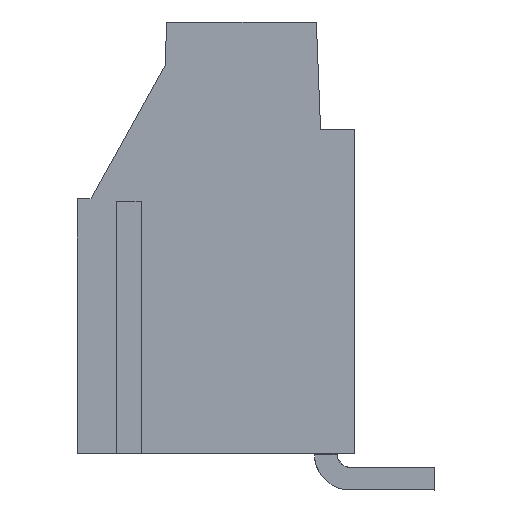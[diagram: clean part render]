
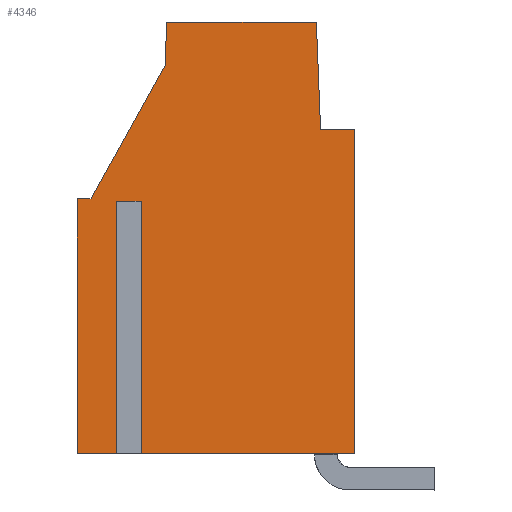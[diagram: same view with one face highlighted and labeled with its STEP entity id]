
A CAD part, left-side view. The second image highlights one B-rep face of the part: STEP entity #4346.
In plain terms, the highlighted planar face has unit normal (-1, 0, 0).
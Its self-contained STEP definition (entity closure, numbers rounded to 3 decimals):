
#4261=AXIS2_PLACEMENT_3D('Plane Axis2P3D',#4258,#4259,#4260) ;
#3826=CARTESIAN_POINT('Vertex',(0.65,3.2,14.3)) ;
#3829=CARTESIAN_POINT('Line Origine',(0.65,3.2,7.875)) ;
#3833=CARTESIAN_POINT('Vertex',(0.65,3.2,1.45)) ;
#3957=CARTESIAN_POINT('Vertex',(0.65,4.705,18.57)) ;
#3960=CARTESIAN_POINT('Line Origine',(0.65,4.622,16.435)) ;
#3964=CARTESIAN_POINT('Vertex',(0.65,4.538,14.3)) ;
#4231=CARTESIAN_POINT('Line Origine',(0.65,3.869,14.3)) ;
#4258=CARTESIAN_POINT('Axis2P3D Location',(0.65,-1.268,0.)) ;
#4263=CARTESIAN_POINT('Line Origine',(0.65,12.35,6.45)) ;
#4267=CARTESIAN_POINT('Vertex',(0.65,12.35,1.45)) ;
#4269=CARTESIAN_POINT('Vertex',(0.65,12.35,11.45)) ;
#4272=CARTESIAN_POINT('Line Origine',(0.65,12.15,11.45)) ;
#4276=CARTESIAN_POINT('Vertex',(0.65,11.95,11.45)) ;
#4279=CARTESIAN_POINT('Line Origine',(0.65,11.95,6.45)) ;
#4283=CARTESIAN_POINT('Vertex',(0.65,11.95,1.45)) ;
#4286=CARTESIAN_POINT('Line Origine',(0.65,7.575,1.45)) ;
#4291=CARTESIAN_POINT('Line Origine',(0.65,7.676,18.57)) ;
#4295=CARTESIAN_POINT('Vertex',(0.65,10.646,18.57)) ;
#4298=CARTESIAN_POINT('Line Origine',(0.65,10.676,17.71)) ;
#4302=CARTESIAN_POINT('Vertex',(0.65,10.706,16.849)) ;
#4305=CARTESIAN_POINT('Line Origine',(0.65,12.176,14.2)) ;
#4309=CARTESIAN_POINT('Vertex',(0.65,13.645,11.55)) ;
#4312=CARTESIAN_POINT('Line Origine',(0.65,13.923,11.55)) ;
#4316=CARTESIAN_POINT('Vertex',(0.65,14.2,11.55)) ;
#4319=CARTESIAN_POINT('Line Origine',(0.65,14.2,6.5)) ;
#4323=CARTESIAN_POINT('Vertex',(0.65,14.2,1.45)) ;
#4326=CARTESIAN_POINT('Line Origine',(0.65,13.275,1.45)) ;
#3830=DIRECTION('Vector Direction',(0.,0.,1.)) ;
#3961=DIRECTION('Vector Direction',(0.,-0.039,-0.999)) ;
#4232=DIRECTION('Vector Direction',(0.,1.,0.)) ;
#4259=DIRECTION('Axis2P3D Direction',(1.,0.,0.)) ;
#4260=DIRECTION('Axis2P3D XDirection',(0.,1.,0.)) ;
#4264=DIRECTION('Vector Direction',(0.,0.,1.)) ;
#4273=DIRECTION('Vector Direction',(0.,-1.,0.)) ;
#4280=DIRECTION('Vector Direction',(0.,0.,1.)) ;
#4287=DIRECTION('Vector Direction',(0.,1.,0.)) ;
#4292=DIRECTION('Vector Direction',(0.,1.,0.)) ;
#4299=DIRECTION('Vector Direction',(0.,0.035,-0.999)) ;
#4306=DIRECTION('Vector Direction',(0.,-0.485,0.875)) ;
#4313=DIRECTION('Vector Direction',(0.,-1.,0.)) ;
#4320=DIRECTION('Vector Direction',(0.,0.,-1.)) ;
#4327=DIRECTION('Vector Direction',(0.,1.,0.)) ;
#3831=VECTOR('Line Direction',#3830,1.) ;
#3962=VECTOR('Line Direction',#3961,1.) ;
#4233=VECTOR('Line Direction',#4232,1.) ;
#4265=VECTOR('Line Direction',#4264,1.) ;
#4274=VECTOR('Line Direction',#4273,1.) ;
#4281=VECTOR('Line Direction',#4280,1.) ;
#4288=VECTOR('Line Direction',#4287,1.) ;
#4293=VECTOR('Line Direction',#4292,1.) ;
#4300=VECTOR('Line Direction',#4299,1.) ;
#4307=VECTOR('Line Direction',#4306,1.) ;
#4314=VECTOR('Line Direction',#4313,1.) ;
#4321=VECTOR('Line Direction',#4320,1.) ;
#4328=VECTOR('Line Direction',#4327,1.) ;
#4332=ORIENTED_EDGE('',*,*,#4271,.T.) ;
#4333=ORIENTED_EDGE('',*,*,#4278,.T.) ;
#4334=ORIENTED_EDGE('',*,*,#4285,.F.) ;
#4335=ORIENTED_EDGE('',*,*,#4290,.F.) ;
#4336=ORIENTED_EDGE('',*,*,#3835,.F.) ;
#4337=ORIENTED_EDGE('',*,*,#4235,.F.) ;
#4338=ORIENTED_EDGE('',*,*,#3966,.F.) ;
#4339=ORIENTED_EDGE('',*,*,#4297,.F.) ;
#4340=ORIENTED_EDGE('',*,*,#4304,.F.) ;
#4341=ORIENTED_EDGE('',*,*,#4311,.F.) ;
#4342=ORIENTED_EDGE('',*,*,#4318,.F.) ;
#4343=ORIENTED_EDGE('',*,*,#4325,.F.) ;
#4344=ORIENTED_EDGE('',*,*,#4330,.F.) ;
#4346=ADVANCED_FACE('2',(#4345),#4262,.F.) ;
#3835=EDGE_CURVE('',#3827,#3834,#3832,.F.) ;
#3966=EDGE_CURVE('',#3958,#3965,#3963,.T.) ;
#4235=EDGE_CURVE('',#3965,#3827,#4234,.F.) ;
#4271=EDGE_CURVE('',#4268,#4270,#4266,.T.) ;
#4278=EDGE_CURVE('',#4270,#4277,#4275,.T.) ;
#4285=EDGE_CURVE('',#4284,#4277,#4282,.T.) ;
#4290=EDGE_CURVE('',#3834,#4284,#4289,.T.) ;
#4297=EDGE_CURVE('',#4296,#3958,#4294,.F.) ;
#4304=EDGE_CURVE('',#4303,#4296,#4301,.F.) ;
#4311=EDGE_CURVE('',#4310,#4303,#4308,.T.) ;
#4318=EDGE_CURVE('',#4317,#4310,#4315,.T.) ;
#4325=EDGE_CURVE('',#4324,#4317,#4322,.F.) ;
#4330=EDGE_CURVE('',#4268,#4324,#4329,.T.) ;
#4331=EDGE_LOOP('',(#4332,#4333,#4334,#4335,#4336,#4337,#4338,#4339,#4340,#4341,#4342,#4343,#4344)) ;
#4345=FACE_OUTER_BOUND('',#4331,.T.) ;
#3832=LINE('Line',#3829,#3831) ;
#3963=LINE('Line',#3960,#3962) ;
#4234=LINE('Line',#4231,#4233) ;
#4266=LINE('Line',#4263,#4265) ;
#4275=LINE('Line',#4272,#4274) ;
#4282=LINE('Line',#4279,#4281) ;
#4289=LINE('Line',#4286,#4288) ;
#4294=LINE('Line',#4291,#4293) ;
#4301=LINE('Line',#4298,#4300) ;
#4308=LINE('Line',#4305,#4307) ;
#4315=LINE('Line',#4312,#4314) ;
#4322=LINE('Line',#4319,#4321) ;
#4329=LINE('Line',#4326,#4328) ;
#4262=PLANE('',#4261) ;
#3827=VERTEX_POINT('',#3826) ;
#3834=VERTEX_POINT('',#3833) ;
#3958=VERTEX_POINT('',#3957) ;
#3965=VERTEX_POINT('',#3964) ;
#4268=VERTEX_POINT('',#4267) ;
#4270=VERTEX_POINT('',#4269) ;
#4277=VERTEX_POINT('',#4276) ;
#4284=VERTEX_POINT('',#4283) ;
#4296=VERTEX_POINT('',#4295) ;
#4303=VERTEX_POINT('',#4302) ;
#4310=VERTEX_POINT('',#4309) ;
#4317=VERTEX_POINT('',#4316) ;
#4324=VERTEX_POINT('',#4323) ;
